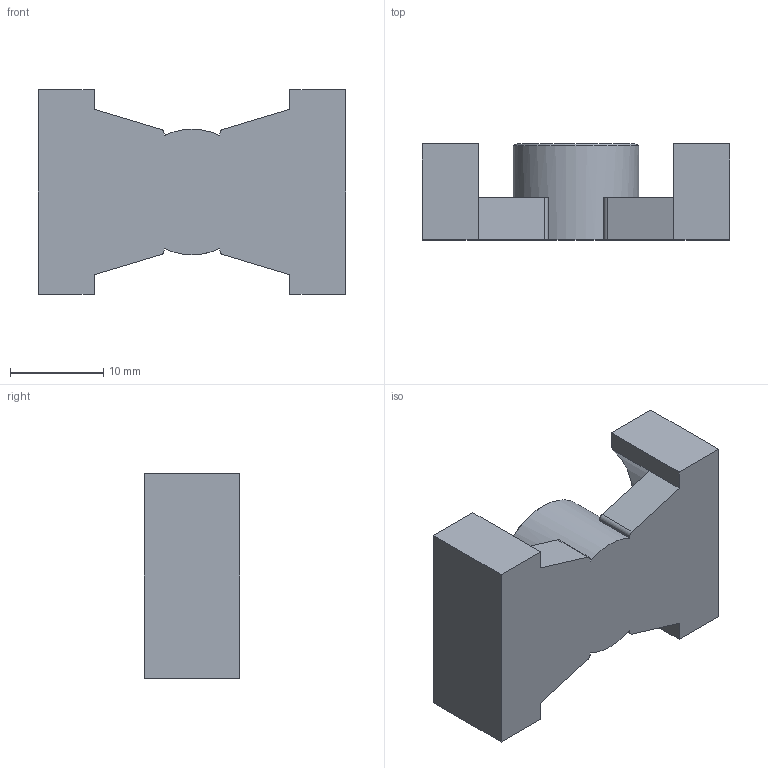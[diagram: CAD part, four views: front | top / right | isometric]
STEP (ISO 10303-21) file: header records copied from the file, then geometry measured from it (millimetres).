
FILE_DESCRIPTION (( 'STEP AP214' ), '1' );
FILE_NAME ('PQ 32x20.step', '2018-04-25T18:32:32', ( '' ), ( '' ), 'SwSTEP 2.0', 'SolidWorks 2017', '' );
FILE_SCHEMA (( 'AUTOMOTIVE_DESIGN' ));
Length unit declared in the file: millimetre
Products named in the file (1): PQ 32x20
Bounding box: 33 x 10.3 x 22 mm (x, y, z)
Volume: 4500.5 mm3; surface area: 2601.4 mm2
Topology: 1 solids, 1 shells, 34 faces, 91 edges, 59 vertices
Faces by surface type: plane 24, cylinder 7, cone 3
Full cylindrical faces by diameter (mm): 13.5 x1
Entity records: 1074 total; most frequent: CARTESIAN_POINT 193, ORIENTED_EDGE 176, DIRECTION 174, EDGE_CURVE 88, LINE 64, VECTOR 64, VERTEX_POINT 58, AXIS2_PLACEMENT_3D 55
